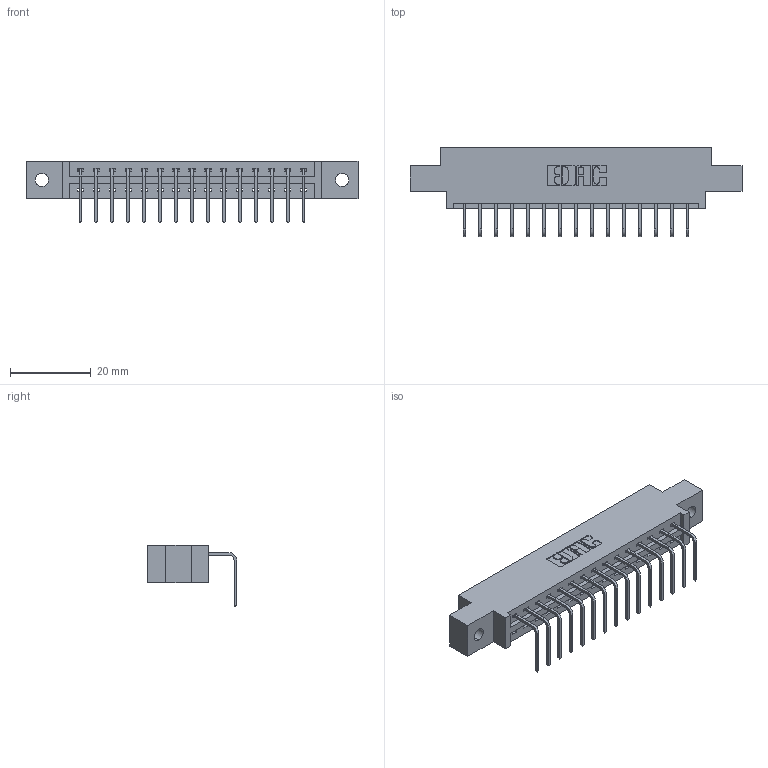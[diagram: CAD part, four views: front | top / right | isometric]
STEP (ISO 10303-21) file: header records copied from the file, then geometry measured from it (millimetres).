
FILE_DESCRIPTION (( 'STEP AP203' ), '1' );
FILE_NAME ('387-015-558-602.STEP', '2019-10-07T17:01:19', ( '' ), ( '' ), 'SwSTEP 2.0', 'SolidWorks 2016', '' );
FILE_SCHEMA (( 'CONFIG_CONTROL_DESIGN' ));
Length unit declared in the file: inch
Products named in the file (3): 345-292-001_558 Tail - 2; 337 Part_0.170 Offset - 0.128 Dia; 387-015-558-602
Assembly tree (16 placements, depth 2):
  387-015-558-602
    337 Part_0.170 Offset - 0.128 Dia
    345-292-001_558 Tail - 2  x15
Bounding box: 82.45 x 22.17 x 15.37 mm (x, y, z)
Volume: 8127 mm3; surface area: 8381.8 mm2
Topology: 16 solids, 16 shells, 1078 faces, 3233 edges, 2134 vertices
Faces by surface type: plane 794, cylinder 284
Entity records: 14861 total; most frequent: CARTESIAN_POINT 2595, ORIENTED_EDGE 2546, DIRECTION 2239, EDGE_CURVE 1273, LINE 1145, VECTOR 1145, VERTEX_POINT 846, AXIS2_PLACEMENT_3D 547
